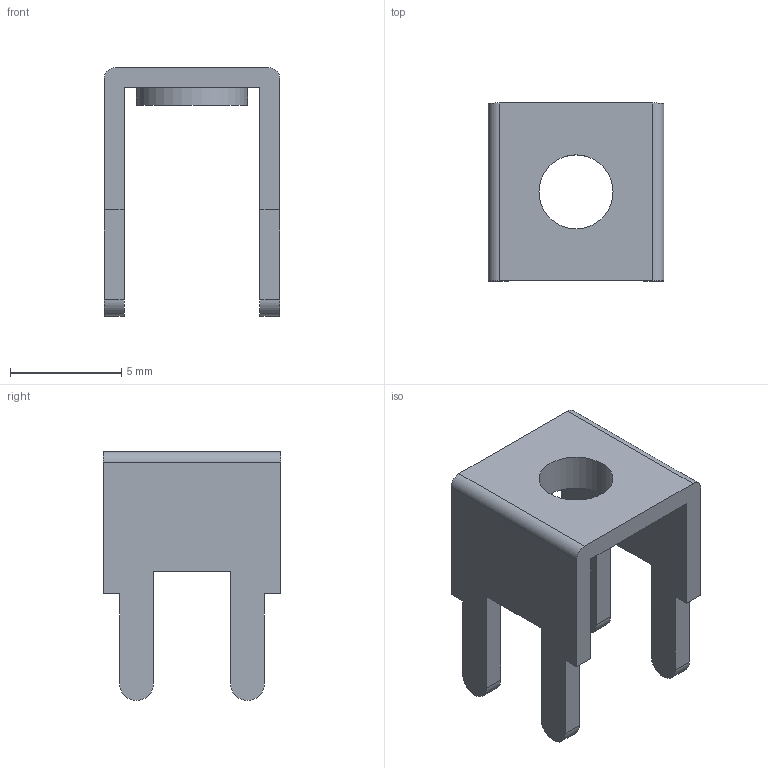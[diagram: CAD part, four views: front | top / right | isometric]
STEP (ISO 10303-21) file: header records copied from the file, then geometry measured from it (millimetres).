
FILE_DESCRIPTION(/* description */ (''),/* implementation_level */ '2;1');
FILE_NAME(/* name */ 'fuse support v1.step',/* time_stamp */ '2022-08-09T00:07:52+03:00',/* author */ (''),/* organization */ (''),/* preprocessor_version */ 'ST-DEVELOPER v19.2',/* originating_system */ 'Autodesk Translation Framework v12.6.0.85',/* authorisation */ '');
FILE_SCHEMA (('AUTOMOTIVE_DESIGN { 1 0 10303 214 3 1 1 }'));
Length unit declared in the file: millimetre
Products named in the file (1): Untitled1
Bounding box: 7.9 x 8 x 11.2 mm (x, y, z)
Volume: 155.2 mm3; surface area: 438.5 mm2
Topology: 1 solids, 1 shells, 39 faces, 108 edges, 72 vertices
Faces by surface type: plane 27, cylinder 12
Full cylindrical faces by diameter (mm): 3.332 x1, 5 x1
Entity records: 1283 total; most frequent: CARTESIAN_POINT 220, ORIENTED_EDGE 216, DIRECTION 212, EDGE_CURVE 108, LINE 84, VECTOR 84, VERTEX_POINT 72, AXIS2_PLACEMENT_3D 64
